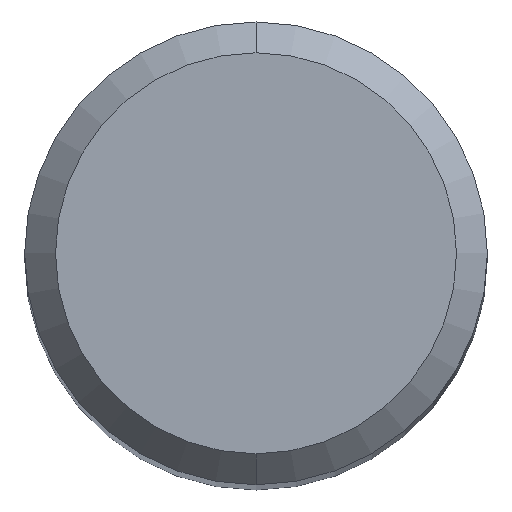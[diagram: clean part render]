
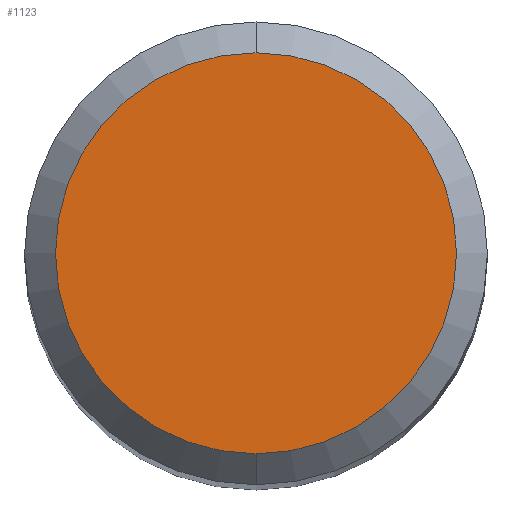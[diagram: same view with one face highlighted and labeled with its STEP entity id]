
A CAD part, top view. The second image highlights one B-rep face of the part: STEP entity #1123.
In plain terms, the highlighted planar face has unit normal (0, 0, 1).
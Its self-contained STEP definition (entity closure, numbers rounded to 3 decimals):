
#733=VERTEX_POINT('',#1620);
#755=VERTEX_POINT('',#1643);
#1055=EDGE_CURVE('',#733,#755,#1970,.T.);
#1065=EDGE_CURVE('',#755,#733,#1980,.T.);
#1123=ADVANCED_FACE('',(#2042),#2043,.T.);
#1620=CARTESIAN_POINT('',(0.0,2.6,0.0));
#1643=CARTESIAN_POINT('',(0.,-2.6,0.0));
#1970=CIRCLE('',#5506,2.6);
#1980=CIRCLE('',#5524,2.6);
#2042=FACE_OUTER_BOUND('',#5847,.T.);
#2043=PLANE('',#5848);
#5506=AXIS2_PLACEMENT_3D('',#9007,#9008,#9009);
#5524=AXIS2_PLACEMENT_3D('',#9014,#9015,#9016);
#5847=EDGE_LOOP('',(#9068,#9069));
#5848=AXIS2_PLACEMENT_3D('',#9070,#9071,#9072);
#9007=CARTESIAN_POINT('',(0.0,0.0,0.0));
#9008=DIRECTION('',(0.0,0.0,-1.0));
#9009=DIRECTION('',(0.0,1.0,0.0));
#9014=CARTESIAN_POINT('',(0.0,0.0,0.0));
#9015=DIRECTION('',(0.0,0.0,-1.0));
#9016=DIRECTION('',(0.0,1.0,0.0));
#9068=ORIENTED_EDGE('',*,*,#1055,.F.);
#9069=ORIENTED_EDGE('',*,*,#1065,.F.);
#9070=CARTESIAN_POINT('',(0.0,1.3,0.0));
#9071=DIRECTION('',(-0.0,0.0,1.0));
#9072=DIRECTION('',(0.0,-1.0,0.0));
